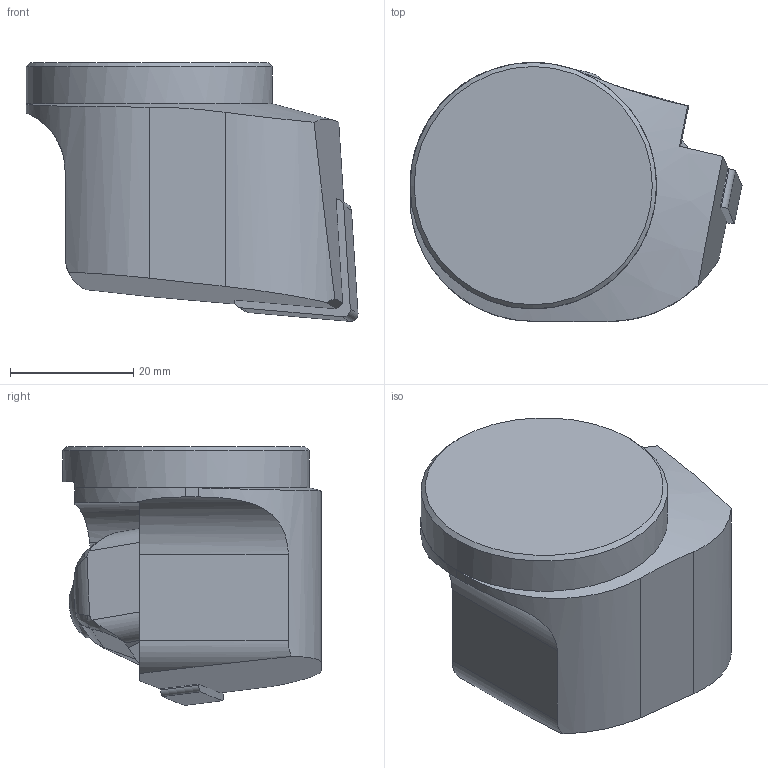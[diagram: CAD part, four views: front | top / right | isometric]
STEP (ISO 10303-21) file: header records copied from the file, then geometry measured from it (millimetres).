
FILE_DESCRIPTION(/* description */ (''),/* implementation_level */ '2;1');
FILE_NAME(/* name */ '1641793533650.stp',/* time_stamp */ '2022-01-10T11:15:51+06:00',/* author */ (''),/* organization */ ('SMS'),/* preprocessor_version */ 'ST-DEVELOPER v16.7',/* originating_system */ 'SIEMENS PLM Software NX 12.0',/* authorisation */ '');
FILE_SCHEMA (('AUTOMOTIVE_DESIGN { 1 0 10303 214 3 1 1 1 }'));
Length unit declared in the file: millimetre
Products named in the file (4): ASSEMBLY_CONSTRUCTION; IsoTurningInsert; 201775983mod000_01; 201775981mod000_01
Assembly tree (3 placements, depth 2):
  201775981mod000_01
    201775983mod000_01
    IsoTurningInsert
    ASSEMBLY_CONSTRUCTION
Bounding box: 53.87 x 42 x 42 mm (x, y, z)
Volume: 48851.3 mm3; surface area: 10823.8 mm2
Topology: 2 solids, 2 shells, 80 faces, 227 edges, 156 vertices
Faces by surface type: plane 38, cylinder 27, bspline 11, cone 3, sphere 1
Full cylindrical faces by diameter (mm): 6 x1, 7.925 x2, 40 x1
Entity records: 3209 total; most frequent: CARTESIAN_POINT 1120, ORIENTED_EDGE 432, DIRECTION 372, EDGE_CURVE 216, VERTEX_POINT 145, AXIS2_PLACEMENT_3D 141, EDGE_LOOP 91, LINE 90
